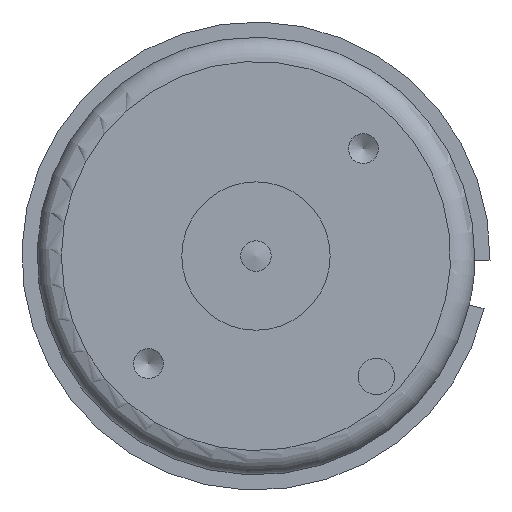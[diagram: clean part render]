
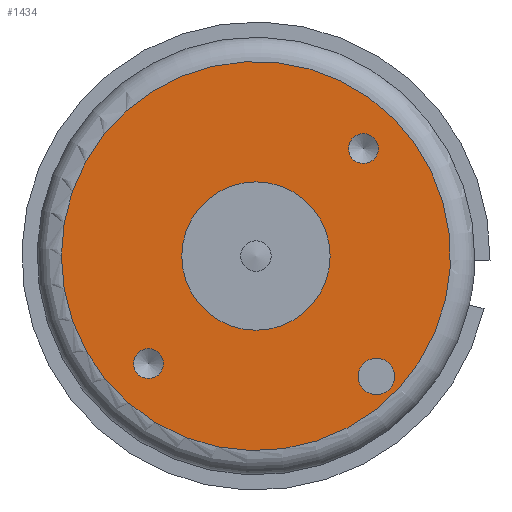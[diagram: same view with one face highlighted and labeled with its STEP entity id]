
A CAD part, front view. The second image highlights one B-rep face of the part: STEP entity #1434.
In plain terms, the highlighted planar face has unit normal (0, -1, 0).
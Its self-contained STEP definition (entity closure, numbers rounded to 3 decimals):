
#123=CARTESIAN_POINT('',(11.399,0.0,-9.899));
#124=VERTEX_POINT('',#123);
#125=CARTESIAN_POINT('',(9.899,0.0,-9.899));
#126=DIRECTION('',(0.0,1.0,0.0));
#127=DIRECTION('',(1.0,0.0,0.0));
#128=AXIS2_PLACEMENT_3D('',#125,#126,#127);
#129=CIRCLE('',#128,1.5);
#130=EDGE_CURVE('',#124,#124,#129,.T.);
#1129=CARTESIAN_POINT('',(-7.609,0.0,-8.839));
#1130=VERTEX_POINT('',#1129);
#1131=CARTESIAN_POINT('',(-8.839,0.0,-8.839));
#1132=DIRECTION('',(0.0,1.0,0.0));
#1133=DIRECTION('',(1.0,0.0,0.0));
#1134=AXIS2_PLACEMENT_3D('',#1131,#1132,#1133);
#1135=CIRCLE('',#1134,1.23);
#1136=EDGE_CURVE('',#1130,#1130,#1135,.T.);
#1208=CARTESIAN_POINT('',(10.068,0.0,8.839));
#1209=VERTEX_POINT('',#1208);
#1210=CARTESIAN_POINT('',(8.839,0.0,8.839));
#1211=DIRECTION('',(0.0,1.0,0.0));
#1212=DIRECTION('',(1.0,0.0,0.0));
#1213=AXIS2_PLACEMENT_3D('',#1210,#1211,#1212);
#1214=CIRCLE('',#1213,1.23);
#1215=EDGE_CURVE('',#1209,#1209,#1214,.T.);
#1348=CARTESIAN_POINT('',(6.1,0.0,0.));
#1349=VERTEX_POINT('',#1348);
#1350=CARTESIAN_POINT('',(0.0,0.0,0.0));
#1351=DIRECTION('',(0.0,1.0,0.0));
#1352=DIRECTION('',(-1.0,0.0,0.0));
#1353=AXIS2_PLACEMENT_3D('',#1350,#1351,#1352);
#1354=CIRCLE('',#1353,6.1);
#1355=EDGE_CURVE('',#1349,#1349,#1354,.T.);
#1387=CARTESIAN_POINT('',(-16.0,0.0,0.));
#1388=VERTEX_POINT('',#1387);
#1389=CARTESIAN_POINT('',(0.0,0.0,0.0));
#1390=DIRECTION('',(0.0,1.0,0.0));
#1391=DIRECTION('',(1.0,0.0,0.0));
#1392=AXIS2_PLACEMENT_3D('',#1389,#1390,#1391);
#1393=CIRCLE('',#1392,16.0);
#1394=EDGE_CURVE('',#1388,#1388,#1393,.T.);
#1414=CARTESIAN_POINT('',(0.0,0.0,0.0));
#1415=DIRECTION('',(0.0,-1.0,0.0));
#1416=DIRECTION('',(0.0,0.0,-1.0));
#1417=AXIS2_PLACEMENT_3D('',#1414,#1415,#1416);
#1418=PLANE('',#1417);
#1419=ORIENTED_EDGE('',*,*,#1394,.F.);
#1420=EDGE_LOOP('',(#1419));
#1421=FACE_OUTER_BOUND('',#1420,.T.);
#1422=ORIENTED_EDGE('',*,*,#130,.T.);
#1423=EDGE_LOOP('',(#1422));
#1424=FACE_BOUND('',#1423,.T.);
#1425=ORIENTED_EDGE('',*,*,#1136,.T.);
#1426=EDGE_LOOP('',(#1425));
#1427=FACE_BOUND('',#1426,.T.);
#1428=ORIENTED_EDGE('',*,*,#1215,.T.);
#1429=EDGE_LOOP('',(#1428));
#1430=FACE_BOUND('',#1429,.T.);
#1431=ORIENTED_EDGE('',*,*,#1355,.T.);
#1432=EDGE_LOOP('',(#1431));
#1433=FACE_BOUND('',#1432,.T.);
#1434=ADVANCED_FACE('',(#1421,#1424,#1427,#1430,#1433),#1418,.T.);
